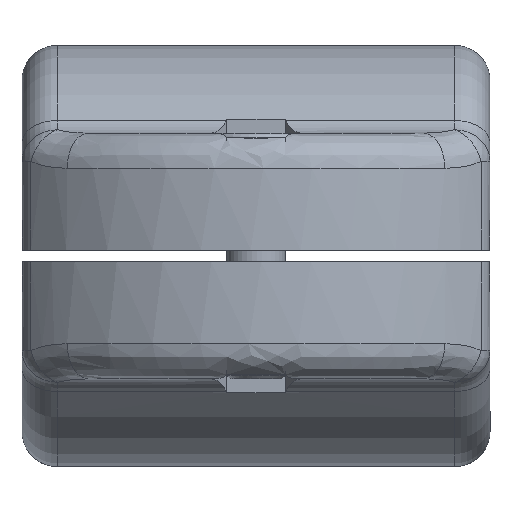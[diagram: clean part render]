
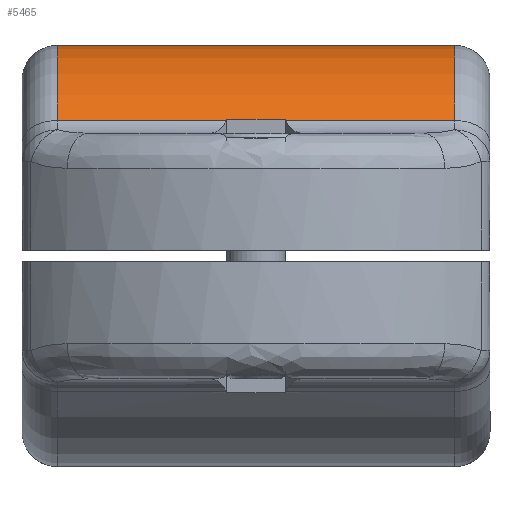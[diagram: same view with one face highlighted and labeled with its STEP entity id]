
A CAD part, left-side view. The second image highlights one B-rep face of the part: STEP entity #5465.
In plain terms, the highlighted cylindrical face has radius 18 mm (diameter 36 mm), a partial arc.
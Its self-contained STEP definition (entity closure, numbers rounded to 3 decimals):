
#212=ELLIPSE('',#5973,20.784,18.);
#213=ELLIPSE('',#5974,20.784,18.);
#214=ELLIPSE('',#5976,20.785,18.);
#215=ELLIPSE('',#5977,20.785,18.);
#424=FACE_OUTER_BOUND('',#771,.T.);
#771=EDGE_LOOP('',(#3711,#3712,#3713,#3714,#3715,#3716,#3717,#3718,#3719,
#3720,#3721,#3722));
#1156=LINE('',#8561,#1582);
#1157=LINE('',#8565,#1583);
#1158=LINE('',#8569,#1584);
#1159=LINE('',#8573,#1585);
#1160=LINE('',#8577,#1586);
#1161=LINE('',#8581,#1587);
#1582=VECTOR('',#6699,1000.);
#1583=VECTOR('',#6702,1000.);
#1584=VECTOR('',#6705,1000.);
#1585=VECTOR('',#6708,1000.);
#1586=VECTOR('',#6711,1000.);
#1587=VECTOR('',#6714,1000.);
#1998=CIRCLE('',#5972,18.);
#1999=CIRCLE('',#5975,18.);
#2345=VERTEX_POINT('',#8559);
#2346=VERTEX_POINT('',#8560);
#2347=VERTEX_POINT('',#8562);
#2348=VERTEX_POINT('',#8564);
#2349=VERTEX_POINT('',#8566);
#2350=VERTEX_POINT('',#8568);
#2351=VERTEX_POINT('',#8570);
#2352=VERTEX_POINT('',#8572);
#2353=VERTEX_POINT('',#8574);
#2354=VERTEX_POINT('',#8576);
#2355=VERTEX_POINT('',#8578);
#2356=VERTEX_POINT('',#8580);
#2865=EDGE_CURVE('',#2345,#2346,#1156,.T.);
#2866=EDGE_CURVE('',#2346,#2347,#1998,.T.);
#2867=EDGE_CURVE('',#2347,#2348,#1157,.T.);
#2868=EDGE_CURVE('',#2348,#2349,#212,.T.);
#2869=EDGE_CURVE('',#2349,#2350,#1158,.T.);
#2870=EDGE_CURVE('',#2350,#2351,#213,.T.);
#2871=EDGE_CURVE('',#2351,#2352,#1159,.T.);
#2872=EDGE_CURVE('',#2352,#2353,#1999,.T.);
#2873=EDGE_CURVE('',#2353,#2354,#1160,.T.);
#2874=EDGE_CURVE('',#2354,#2355,#214,.T.);
#2875=EDGE_CURVE('',#2355,#2356,#1161,.T.);
#2876=EDGE_CURVE('',#2356,#2345,#215,.T.);
#3711=ORIENTED_EDGE('',*,*,#2865,.T.);
#3712=ORIENTED_EDGE('',*,*,#2866,.T.);
#3713=ORIENTED_EDGE('',*,*,#2867,.T.);
#3714=ORIENTED_EDGE('',*,*,#2868,.T.);
#3715=ORIENTED_EDGE('',*,*,#2869,.T.);
#3716=ORIENTED_EDGE('',*,*,#2870,.T.);
#3717=ORIENTED_EDGE('',*,*,#2871,.T.);
#3718=ORIENTED_EDGE('',*,*,#2872,.T.);
#3719=ORIENTED_EDGE('',*,*,#2873,.T.);
#3720=ORIENTED_EDGE('',*,*,#2874,.T.);
#3721=ORIENTED_EDGE('',*,*,#2875,.T.);
#3722=ORIENTED_EDGE('',*,*,#2876,.T.);
#5348=CYLINDRICAL_SURFACE('',#5971,18.);
#5465=ADVANCED_FACE('',(#424),#5348,.T.);
#5971=AXIS2_PLACEMENT_3D('',#8558,#6697,#6698);
#5972=AXIS2_PLACEMENT_3D('',#8563,#6700,#6701);
#5973=AXIS2_PLACEMENT_3D('',#8567,#6703,#6704);
#5974=AXIS2_PLACEMENT_3D('',#8571,#6706,#6707);
#5975=AXIS2_PLACEMENT_3D('',#8575,#6709,#6710);
#5976=AXIS2_PLACEMENT_3D('',#8579,#6712,#6713);
#5977=AXIS2_PLACEMENT_3D('',#8582,#6715,#6716);
#6697=DIRECTION('center_axis',(0.,-1.,0.));
#6698=DIRECTION('ref_axis',(0.,0.,-1.));
#6699=DIRECTION('',(0.,-1.,0.));
#6700=DIRECTION('center_axis',(0.,1.,0.));
#6701=DIRECTION('ref_axis',(0.,0.,1.));
#6702=DIRECTION('',(0.,1.,0.));
#6703=DIRECTION('center_axis',(0.,-0.866,
0.5));
#6704=DIRECTION('ref_axis',(0.,-0.5,-0.866));
#6705=DIRECTION('',(0.,1.,0.));
#6706=DIRECTION('center_axis',(0.,0.866,0.5));
#6707=DIRECTION('ref_axis',(0.,-0.5,0.866));
#6708=DIRECTION('',(0.,1.,0.));
#6709=DIRECTION('center_axis',(0.,-1.,0.));
#6710=DIRECTION('ref_axis',(0.,0.,1.));
#6711=DIRECTION('',(0.,-1.,0.));
#6712=DIRECTION('center_axis',(0.,0.866,-0.5));
#6713=DIRECTION('ref_axis',(0.,0.5,0.866));
#6714=DIRECTION('',(0.,-1.,0.));
#6715=DIRECTION('center_axis',(0.,-0.866,
-0.5));
#6716=DIRECTION('ref_axis',(0.,0.5,-0.866));
#8558=CARTESIAN_POINT('Origin',(0.,20.,0.));
#8559=CARTESIAN_POINT('',(11.571,-2.533,13.788));
#8560=CARTESIAN_POINT('',(11.571,-17.,13.788));
#8561=CARTESIAN_POINT('',(11.571,20.,13.788));
#8562=CARTESIAN_POINT('',(11.571,-17.,-13.788));
#8563=CARTESIAN_POINT('Origin',(0.,-17.,0.));
#8564=CARTESIAN_POINT('',(11.571,-2.533,-13.788));
#8565=CARTESIAN_POINT('',(11.571,20.,-13.788));
#8566=CARTESIAN_POINT('',(11.675,-2.483,-13.7));
#8567=CARTESIAN_POINT('Origin',(0.,5.427,0.));
#8568=CARTESIAN_POINT('',(11.675,2.483,-13.7));
#8569=CARTESIAN_POINT('',(11.675,20.,-13.7));
#8570=CARTESIAN_POINT('',(11.571,2.533,-13.788));
#8571=CARTESIAN_POINT('Origin',(0.,-5.427,0.));
#8572=CARTESIAN_POINT('',(11.571,17.,-13.788));
#8573=CARTESIAN_POINT('',(11.571,20.,-13.788));
#8574=CARTESIAN_POINT('',(11.571,17.,13.788));
#8575=CARTESIAN_POINT('Origin',(0.,17.,0.));
#8576=CARTESIAN_POINT('',(11.571,2.533,13.788));
#8577=CARTESIAN_POINT('',(11.571,20.,13.788));
#8578=CARTESIAN_POINT('',(11.675,2.483,13.7));
#8579=CARTESIAN_POINT('Origin',(0.,-5.427,
0.));
#8580=CARTESIAN_POINT('',(11.675,-2.483,13.7));
#8581=CARTESIAN_POINT('',(11.675,20.,13.7));
#8582=CARTESIAN_POINT('Origin',(0.,5.427,
0.));
